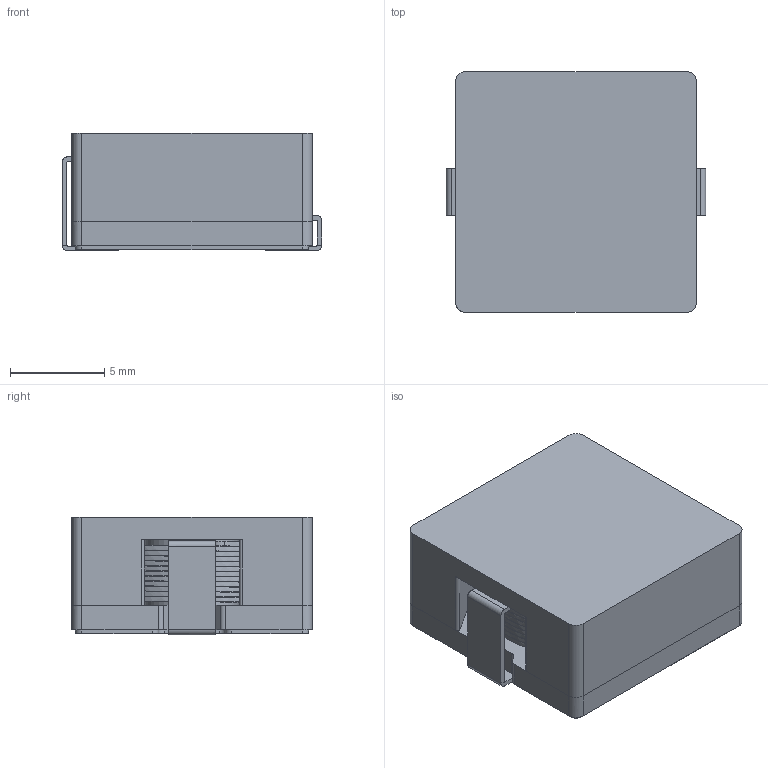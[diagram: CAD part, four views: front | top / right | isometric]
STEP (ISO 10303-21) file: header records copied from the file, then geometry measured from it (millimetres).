
FILE_DESCRIPTION( ('This file contains a STEP AP42 implementation' ,'as created by ZW3D STEP Interface translator.') ,'2;1' );
FILE_NAME( 'CSBX1265-R20-330.stp' ,'211228.142851', (''), ('ZWCAD Software Co.'), 'Version 1.0', 'ZW3D to STEP translator', '' );
FILE_SCHEMA(('AUTOMOTIVE_DESIGN'));
Length unit declared in the file: millimetre
Products named in the file (2): 0; CSBX1265-R20-330
Bounding box: 13.8 x 12.8 x 6.27 mm (x, y, z)
Volume: 876.1 mm3; surface area: 2768.1 mm2
Topology: 7 solids, 7 shells, 125 faces, 329 edges, 220 vertices
Faces by surface type: bspline 125
Entity records: 11655 total; most frequent: CARTESIAN_POINT 9582, ORIENTED_EDGE 658, EDGE_CURVE 329, B_SPLINE_CURVE_WITH_KNOTS 225, VERTEX_POINT 220, EDGE_LOOP 127, FACE_OUTER_BOUND 125, ADVANCED_FACE 125
